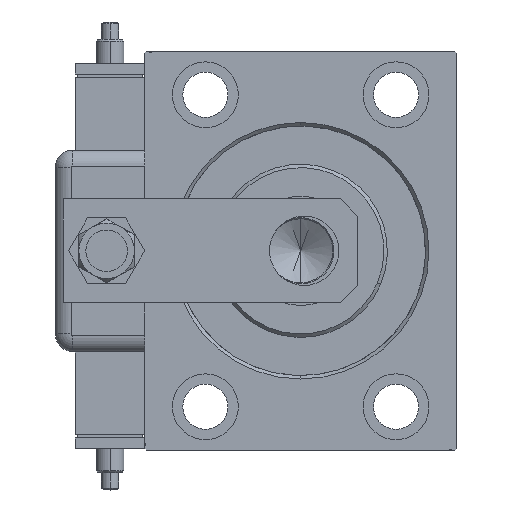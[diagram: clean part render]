
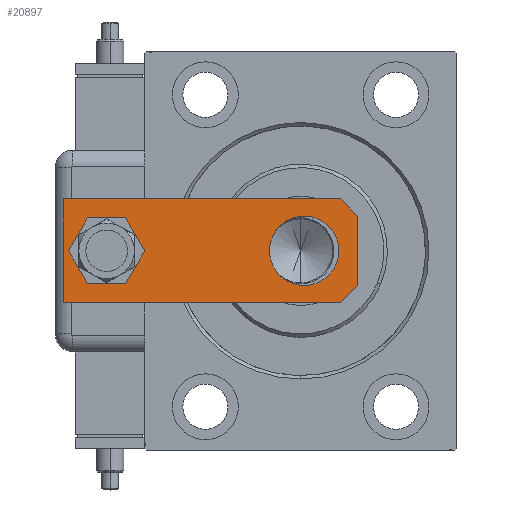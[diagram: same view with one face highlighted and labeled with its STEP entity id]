
A CAD part, left-side view. The second image highlights one B-rep face of the part: STEP entity #20897.
In plain terms, the highlighted face is planar.
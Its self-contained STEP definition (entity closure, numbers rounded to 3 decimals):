
#1313 = LINE ( 'NONE', #39505, #38213 ) ;
#2343 = DIRECTION ( 'NONE',  ( 1., 0., 0. ) ) ;
#2711 = ORIENTED_EDGE ( 'NONE', *, *, #18616, .F. ) ;
#3203 = CARTESIAN_POINT ( 'NONE',  ( 15., 0., 0. ) ) ;
#3398 = LINE ( 'NONE', #59899, #58544 ) ;
#3575 = VERTEX_POINT ( 'NONE', #52435 ) ;
#4473 = EDGE_CURVE ( 'NONE', #45193, #53939, #55508, .T. ) ;
#6046 = FACE_OUTER_BOUND ( 'NONE', #23004, .T. ) ;
#8228 = AXIS2_PLACEMENT_3D ( 'NONE', #59047, #57572, #47973 ) ;
#9966 = CIRCLE ( 'NONE', #48677, 7. ) ;
#10086 = EDGE_CURVE ( 'NONE', #24554, #3575, #41699, .T. ) ;
#10652 = CIRCLE ( 'NONE', #33474, 7. ) ;
#11296 = DIRECTION ( 'NONE',  ( 1., 0., 0. ) ) ;
#11346 = CARTESIAN_POINT ( 'NONE',  ( 0., 72.5, 0. ) ) ;
#12478 = CARTESIAN_POINT ( 'NONE',  ( 0., 15.5, 0. ) ) ;
#12968 = DIRECTION ( 'NONE',  ( -0.707, 0.707, 0. ) ) ;
#13020 = ORIENTED_EDGE ( 'NONE', *, *, #36411, .F. ) ;
#13736 = EDGE_CURVE ( 'NONE', #3575, #24554, #14807, .T. ) ;
#14708 = VECTOR ( 'NONE', #12968, 1000. ) ;
#14807 = CIRCLE ( 'NONE', #49533, 10. ) ;
#16658 = DIRECTION ( 'NONE',  ( -1., 0., 0. ) ) ;
#17898 = ORIENTED_EDGE ( 'NONE', *, *, #4473, .T. ) ;
#17967 = VECTOR ( 'NONE', #55960, 1000. ) ;
#18616 = EDGE_CURVE ( 'NONE', #55428, #29340, #31469, .T. ) ;
#18699 = CARTESIAN_POINT ( 'NONE',  ( -10., 15.5, 0. ) ) ;
#20897 = ADVANCED_FACE ( 'NONE', ( #6046, #24675, #24997 ), #45079, .F. ) ;
#21002 = CARTESIAN_POINT ( 'NONE',  ( 15., 85., 0. ) ) ;
#21554 = VECTOR ( 'NONE', #16658, 1000. ) ;
#21674 = CARTESIAN_POINT ( 'NONE',  ( -10., 0., 0. ) ) ;
#21912 = CARTESIAN_POINT ( 'NONE',  ( -15., 85., 0. ) ) ;
#22570 = VERTEX_POINT ( 'NONE', #38128 ) ;
#23004 = EDGE_LOOP ( 'NONE', ( #47646, #17898, #45198, #13020, #2711, #39242 ) ) ;
#23162 = VERTEX_POINT ( 'NONE', #55255 ) ;
#24290 = ORIENTED_EDGE ( 'NONE', *, *, #13736, .T. ) ;
#24554 = VERTEX_POINT ( 'NONE', #18699 ) ;
#24675 = FACE_BOUND ( 'NONE', #52224, .T. ) ;
#24997 = FACE_BOUND ( 'NONE', #30281, .T. ) ;
#25548 = DIRECTION ( 'NONE',  ( 0., 0., 1. ) ) ;
#26251 = DIRECTION ( 'NONE',  ( 0., 0., 1. ) ) ;
#26848 = VERTEX_POINT ( 'NONE', #36012 ) ;
#26951 = DIRECTION ( 'NONE',  ( -0.707, -0.707, 0. ) ) ;
#29125 = CARTESIAN_POINT ( 'NONE',  ( 0., 15.5, 0. ) ) ;
#29325 = CARTESIAN_POINT ( 'NONE',  ( 0., 72.5, 0. ) ) ;
#29340 = VERTEX_POINT ( 'NONE', #49858 ) ;
#30202 = ORIENTED_EDGE ( 'NONE', *, *, #37376, .T. ) ;
#30281 = EDGE_LOOP ( 'NONE', ( #51269, #24290 ) ) ;
#30992 = CARTESIAN_POINT ( 'NONE',  ( 15., 5., 0. ) ) ;
#31469 = LINE ( 'NONE', #3203, #17967 ) ;
#32594 = EDGE_CURVE ( 'NONE', #45193, #23162, #1313, .T. ) ;
#33474 = AXIS2_PLACEMENT_3D ( 'NONE', #29325, #48249, #11296 ) ;
#35527 = VERTEX_POINT ( 'NONE', #21912 ) ;
#36012 = CARTESIAN_POINT ( 'NONE',  ( -7., 72.5, 0. ) ) ;
#36411 = EDGE_CURVE ( 'NONE', #29340, #35527, #39955, .T. ) ;
#37376 = EDGE_CURVE ( 'NONE', #22570, #26848, #10652, .T. ) ;
#38128 = CARTESIAN_POINT ( 'NONE',  ( 7., 72.5, 0. ) ) ;
#38213 = VECTOR ( 'NONE', #52845, 1000. ) ;
#39242 = ORIENTED_EDGE ( 'NONE', *, *, #57026, .T. ) ;
#39505 = CARTESIAN_POINT ( 'NONE',  ( -15., 0., 0. ) ) ;
#39955 = LINE ( 'NONE', #21002, #21554 ) ;
#41699 = CIRCLE ( 'NONE', #50606, 10. ) ;
#43564 = CARTESIAN_POINT ( 'NONE',  ( 15., 5., 0. ) ) ;
#43959 = VECTOR ( 'NONE', #26951, 1000. ) ;
#44006 = DIRECTION ( 'NONE',  ( 1., 0., 0. ) ) ;
#44107 = CARTESIAN_POINT ( 'NONE',  ( -10., 0., 0. ) ) ;
#45079 = PLANE ( 'NONE',  #8228 ) ;
#45193 = VERTEX_POINT ( 'NONE', #44107 ) ;
#45198 = ORIENTED_EDGE ( 'NONE', *, *, #45357, .F. ) ;
#45357 = EDGE_CURVE ( 'NONE', #35527, #53939, #3398, .T. ) ;
#45709 = DIRECTION ( 'NONE',  ( 1., 0., 0. ) ) ;
#46146 = EDGE_CURVE ( 'NONE', #26848, #22570, #9966, .T. ) ;
#47646 = ORIENTED_EDGE ( 'NONE', *, *, #32594, .F. ) ;
#47973 = DIRECTION ( 'NONE',  ( 1., 0., 0. ) ) ;
#48249 = DIRECTION ( 'NONE',  ( 0., 0., 1. ) ) ;
#48677 = AXIS2_PLACEMENT_3D ( 'NONE', #11346, #26251, #2343 ) ;
#49292 = ORIENTED_EDGE ( 'NONE', *, *, #46146, .T. ) ;
#49533 = AXIS2_PLACEMENT_3D ( 'NONE', #12478, #25548, #45709 ) ;
#49858 = CARTESIAN_POINT ( 'NONE',  ( 15., 85., 0. ) ) ;
#50606 = AXIS2_PLACEMENT_3D ( 'NONE', #29125, #52694, #44006 ) ;
#51269 = ORIENTED_EDGE ( 'NONE', *, *, #10086, .T. ) ;
#52224 = EDGE_LOOP ( 'NONE', ( #49292, #30202 ) ) ;
#52435 = CARTESIAN_POINT ( 'NONE',  ( 10., 15.5, 0. ) ) ;
#52694 = DIRECTION ( 'NONE',  ( 0., 0., 1. ) ) ;
#52845 = DIRECTION ( 'NONE',  ( 1., 0., 0. ) ) ;
#53939 = VERTEX_POINT ( 'NONE', #60239 ) ;
#55255 = CARTESIAN_POINT ( 'NONE',  ( 10., 0., 0. ) ) ;
#55428 = VERTEX_POINT ( 'NONE', #43564 ) ;
#55508 = LINE ( 'NONE', #21674, #14708 ) ;
#55960 = DIRECTION ( 'NONE',  ( 0., 1., 0. ) ) ;
#57026 = EDGE_CURVE ( 'NONE', #55428, #23162, #59223, .T. ) ;
#57572 = DIRECTION ( 'NONE',  ( 0., 0., 1. ) ) ;
#58544 = VECTOR ( 'NONE', #59282, 1000. ) ;
#59047 = CARTESIAN_POINT ( 'NONE',  ( 0., 0., 0. ) ) ;
#59223 = LINE ( 'NONE', #30992, #43959 ) ;
#59282 = DIRECTION ( 'NONE',  ( 0., -1., 0. ) ) ;
#59899 = CARTESIAN_POINT ( 'NONE',  ( -15., 85., 0. ) ) ;
#60239 = CARTESIAN_POINT ( 'NONE',  ( -15., 5., 0. ) ) ;
